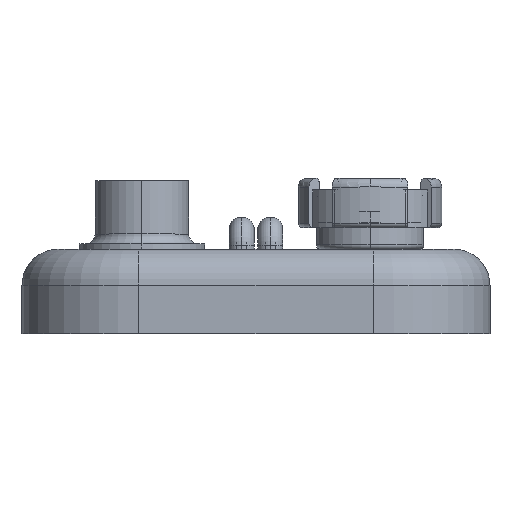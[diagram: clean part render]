
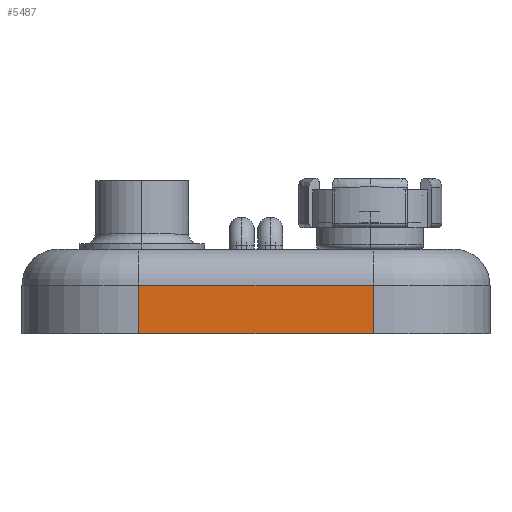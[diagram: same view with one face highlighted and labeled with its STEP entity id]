
A CAD part, top view. The second image highlights one B-rep face of the part: STEP entity #5487.
In plain terms, the highlighted planar face has unit normal (0, 0, 1).
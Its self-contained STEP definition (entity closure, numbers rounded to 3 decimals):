
#144 = VERTEX_POINT ( 'NONE', #1127 ) ;
#463 = ORIENTED_EDGE ( 'NONE', *, *, #5583, .F. ) ;
#738 = LINE ( 'NONE', #3115, #4917 ) ;
#813 = EDGE_CURVE ( 'NONE', #1830, #144, #2630, .T. ) ;
#1127 = CARTESIAN_POINT ( 'NONE',  ( -6.525, 0., 6.5 ) ) ;
#1218 = EDGE_LOOP ( 'NONE', ( #463, #6237, #2557, #6026 ) ) ;
#1645 = DIRECTION ( 'NONE',  ( 0., -1., 0. ) ) ;
#1789 = VERTEX_POINT ( 'NONE', #2136 ) ;
#1830 = VERTEX_POINT ( 'NONE', #2719 ) ;
#2004 = CARTESIAN_POINT ( 'NONE',  ( 0., 4.7, 6.5 ) ) ;
#2136 = CARTESIAN_POINT ( 'NONE',  ( 6.525, 0., 6.5 ) ) ;
#2157 = DIRECTION ( 'NONE',  ( -1., 0., 0. ) ) ;
#2177 = VERTEX_POINT ( 'NONE', #6417 ) ;
#2484 = DIRECTION ( 'NONE',  ( -1., 0., 0. ) ) ;
#2557 = ORIENTED_EDGE ( 'NONE', *, *, #813, .T. ) ;
#2630 = LINE ( 'NONE', #4730, #4647 ) ;
#2719 = CARTESIAN_POINT ( 'NONE',  ( -6.525, 2.7, 6.5 ) ) ;
#2895 = LINE ( 'NONE', #3992, #4424 ) ;
#2986 = AXIS2_PLACEMENT_3D ( 'NONE', #2004, #4013, #2484 ) ;
#2994 = PLANE ( 'NONE',  #2986 ) ;
#3002 = DIRECTION ( 'NONE',  ( 1., 0., 0. ) ) ;
#3115 = CARTESIAN_POINT ( 'NONE',  ( -6.525, 2.7, 6.5 ) ) ;
#3291 = LINE ( 'NONE', #3379, #4994 ) ;
#3379 = CARTESIAN_POINT ( 'NONE',  ( 0., 0., 6.5 ) ) ;
#3447 = FACE_OUTER_BOUND ( 'NONE', #1218, .T. ) ;
#3992 = CARTESIAN_POINT ( 'NONE',  ( 6.525, 4.7, 6.5 ) ) ;
#4013 = DIRECTION ( 'NONE',  ( 0., 0., -1. ) ) ;
#4424 = VECTOR ( 'NONE', #6129, 1000. ) ;
#4647 = VECTOR ( 'NONE', #1645, 1000. ) ;
#4730 = CARTESIAN_POINT ( 'NONE',  ( -6.525, 4.7, 6.5 ) ) ;
#4917 = VECTOR ( 'NONE', #2157, 1000. ) ;
#4994 = VECTOR ( 'NONE', #3002, 1000. ) ;
#5487 = ADVANCED_FACE ( 'NONE', ( #3447 ), #2994, .F. ) ;
#5583 = EDGE_CURVE ( 'NONE', #2177, #1789, #2895, .T. ) ;
#5721 = EDGE_CURVE ( 'NONE', #2177, #1830, #738, .T. ) ;
#5933 = EDGE_CURVE ( 'NONE', #144, #1789, #3291, .T. ) ;
#6026 = ORIENTED_EDGE ( 'NONE', *, *, #5933, .T. ) ;
#6129 = DIRECTION ( 'NONE',  ( 0., -1., 0. ) ) ;
#6237 = ORIENTED_EDGE ( 'NONE', *, *, #5721, .T. ) ;
#6417 = CARTESIAN_POINT ( 'NONE',  ( 6.525, 2.7, 6.5 ) ) ;
